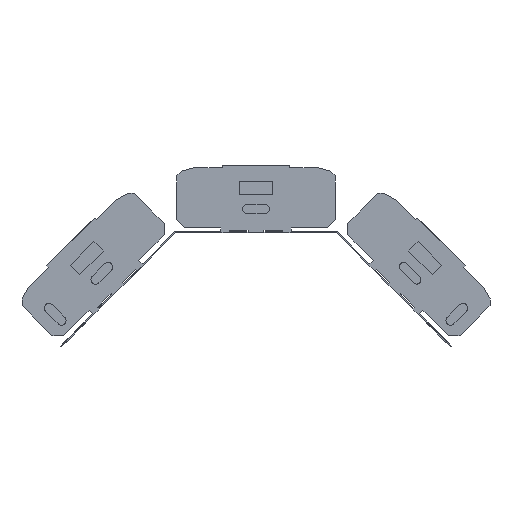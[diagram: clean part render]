
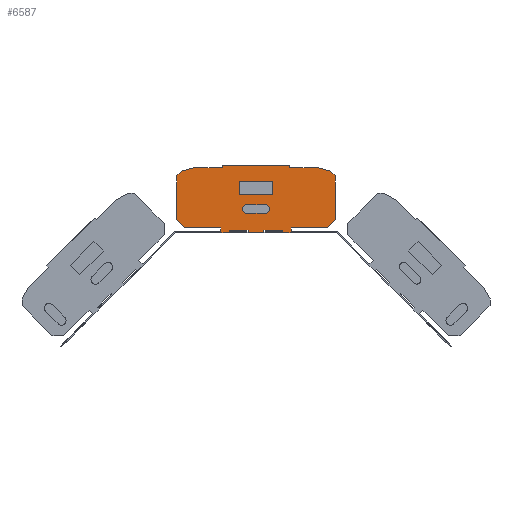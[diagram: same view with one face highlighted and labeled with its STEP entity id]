
A CAD part, left-side view. The second image highlights one B-rep face of the part: STEP entity #6587.
In plain terms, the highlighted planar face has unit normal (-1, 0, 0).
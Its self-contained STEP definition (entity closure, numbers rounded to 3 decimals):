
#133=FACE_OUTER_BOUND('',#417,.T.);
#417=EDGE_LOOP('',(#5143,#5144,#5145,#5146,#5147,#5148,#5149,#5150,#5151,
#5152,#5153,#5154,#5155,#5156,#5157,#5158,#5159,#5160,#5161,#5162,#5163,
#5164,#5165,#5166,#5167,#5168));
#807=LINE('',#9271,#1773);
#811=LINE('',#9279,#1777);
#815=LINE('',#9287,#1781);
#1145=LINE('',#9896,#2111);
#1149=LINE('',#9903,#2115);
#1155=LINE('',#9912,#2121);
#1158=LINE('',#9918,#2124);
#1159=LINE('',#9921,#2125);
#1211=LINE('',#10019,#2177);
#1212=LINE('',#10021,#2178);
#1213=LINE('',#10023,#2179);
#1214=LINE('',#10025,#2180);
#1215=LINE('',#10027,#2181);
#1216=LINE('',#10029,#2182);
#1217=LINE('',#10031,#2183);
#1218=LINE('',#10032,#2184);
#1219=LINE('',#10034,#2185);
#1220=LINE('',#10035,#2186);
#1221=LINE('',#10036,#2187);
#1222=LINE('',#10038,#2188);
#1223=LINE('',#10040,#2189);
#1224=LINE('',#10042,#2190);
#1225=LINE('',#10044,#2191);
#1226=LINE('',#10046,#2192);
#1227=LINE('',#10048,#2193);
#1228=LINE('',#10049,#2194);
#1773=VECTOR('',#7474,1.);
#1777=VECTOR('',#7478,1.);
#1781=VECTOR('',#7482,1.);
#2111=VECTOR('',#7912,1.);
#2115=VECTOR('',#7918,1.);
#2121=VECTOR('',#7926,1.);
#2124=VECTOR('',#7931,1.);
#2125=VECTOR('',#7934,1.);
#2177=VECTOR('',#7998,1.);
#2178=VECTOR('',#7999,1.);
#2179=VECTOR('',#8000,1.);
#2180=VECTOR('',#8001,1.);
#2181=VECTOR('',#8002,1.);
#2182=VECTOR('',#8003,1.);
#2183=VECTOR('',#8004,1.);
#2184=VECTOR('',#8005,1.);
#2185=VECTOR('',#8006,1.);
#2186=VECTOR('',#8007,1.);
#2187=VECTOR('',#8008,1.);
#2188=VECTOR('',#8009,1.);
#2189=VECTOR('',#8010,1.);
#2190=VECTOR('',#8011,1.);
#2191=VECTOR('',#8012,1.);
#2192=VECTOR('',#8013,1.);
#2193=VECTOR('',#8014,1.);
#2194=VECTOR('',#8015,1.);
#2810=VERTEX_POINT('',#9268);
#2811=VERTEX_POINT('',#9270);
#2814=VERTEX_POINT('',#9276);
#2815=VERTEX_POINT('',#9278);
#2818=VERTEX_POINT('',#9284);
#2819=VERTEX_POINT('',#9286);
#3047=VERTEX_POINT('',#9893);
#3049=VERTEX_POINT('',#9900);
#3051=VERTEX_POINT('',#9907);
#3054=VERTEX_POINT('',#9916);
#3055=VERTEX_POINT('',#9920);
#3094=VERTEX_POINT('',#10017);
#3095=VERTEX_POINT('',#10018);
#3096=VERTEX_POINT('',#10020);
#3097=VERTEX_POINT('',#10022);
#3098=VERTEX_POINT('',#10024);
#3099=VERTEX_POINT('',#10026);
#3100=VERTEX_POINT('',#10028);
#3101=VERTEX_POINT('',#10030);
#3102=VERTEX_POINT('',#10033);
#3103=VERTEX_POINT('',#10037);
#3104=VERTEX_POINT('',#10039);
#3105=VERTEX_POINT('',#10041);
#3106=VERTEX_POINT('',#10043);
#3107=VERTEX_POINT('',#10045);
#3108=VERTEX_POINT('',#10047);
#3535=EDGE_CURVE('',#2810,#2811,#807,.T.);
#3539=EDGE_CURVE('',#2814,#2815,#811,.T.);
#3543=EDGE_CURVE('',#2818,#2819,#815,.T.);
#3873=EDGE_CURVE('',#2818,#3047,#1145,.T.);
#3877=EDGE_CURVE('',#2814,#3049,#1149,.T.);
#3883=EDGE_CURVE('',#3051,#2811,#1155,.T.);
#3886=EDGE_CURVE('',#2810,#3054,#1158,.T.);
#3887=EDGE_CURVE('',#2819,#3055,#1159,.T.);
#3939=EDGE_CURVE('',#3094,#3095,#1211,.T.);
#3940=EDGE_CURVE('',#3096,#3095,#1212,.T.);
#3941=EDGE_CURVE('',#3096,#3097,#1213,.T.);
#3942=EDGE_CURVE('',#3097,#3098,#1214,.T.);
#3943=EDGE_CURVE('',#3098,#3099,#1215,.T.);
#3944=EDGE_CURVE('',#3099,#3100,#1216,.T.);
#3945=EDGE_CURVE('',#3100,#3101,#1217,.T.);
#3946=EDGE_CURVE('',#3101,#3055,#1218,.T.);
#3947=EDGE_CURVE('',#3047,#3102,#1219,.T.);
#3948=EDGE_CURVE('',#3102,#2815,#1220,.T.);
#3949=EDGE_CURVE('',#3049,#3051,#1221,.T.);
#3950=EDGE_CURVE('',#3103,#3054,#1222,.T.);
#3951=EDGE_CURVE('',#3104,#3103,#1223,.T.);
#3952=EDGE_CURVE('',#3105,#3104,#1224,.T.);
#3953=EDGE_CURVE('',#3106,#3105,#1225,.T.);
#3954=EDGE_CURVE('',#3107,#3106,#1226,.T.);
#3955=EDGE_CURVE('',#3107,#3108,#1227,.T.);
#3956=EDGE_CURVE('',#3108,#3094,#1228,.T.);
#5143=ORIENTED_EDGE('',*,*,#3939,.T.);
#5144=ORIENTED_EDGE('',*,*,#3940,.F.);
#5145=ORIENTED_EDGE('',*,*,#3941,.T.);
#5146=ORIENTED_EDGE('',*,*,#3942,.T.);
#5147=ORIENTED_EDGE('',*,*,#3943,.T.);
#5148=ORIENTED_EDGE('',*,*,#3944,.T.);
#5149=ORIENTED_EDGE('',*,*,#3945,.T.);
#5150=ORIENTED_EDGE('',*,*,#3946,.T.);
#5151=ORIENTED_EDGE('',*,*,#3887,.F.);
#5152=ORIENTED_EDGE('',*,*,#3543,.F.);
#5153=ORIENTED_EDGE('',*,*,#3873,.T.);
#5154=ORIENTED_EDGE('',*,*,#3947,.T.);
#5155=ORIENTED_EDGE('',*,*,#3948,.T.);
#5156=ORIENTED_EDGE('',*,*,#3539,.F.);
#5157=ORIENTED_EDGE('',*,*,#3877,.T.);
#5158=ORIENTED_EDGE('',*,*,#3949,.T.);
#5159=ORIENTED_EDGE('',*,*,#3883,.T.);
#5160=ORIENTED_EDGE('',*,*,#3535,.F.);
#5161=ORIENTED_EDGE('',*,*,#3886,.T.);
#5162=ORIENTED_EDGE('',*,*,#3950,.F.);
#5163=ORIENTED_EDGE('',*,*,#3951,.F.);
#5164=ORIENTED_EDGE('',*,*,#3952,.F.);
#5165=ORIENTED_EDGE('',*,*,#3953,.F.);
#5166=ORIENTED_EDGE('',*,*,#3954,.F.);
#5167=ORIENTED_EDGE('',*,*,#3955,.T.);
#5168=ORIENTED_EDGE('',*,*,#3956,.T.);
#6303=PLANE('',#6968);
#6587=ADVANCED_FACE('',(#133),#6303,.F.);
#6968=AXIS2_PLACEMENT_3D('',#10016,#7996,#7997);
#7474=DIRECTION('',(0.,1.,0.));
#7478=DIRECTION('',(0.,1.,0.));
#7482=DIRECTION('',(0.,1.,0.));
#7912=DIRECTION('',(0.,0.,1.));
#7918=DIRECTION('',(0.,0.,1.));
#7926=DIRECTION('',(0.,0.,-1.));
#7931=DIRECTION('',(0.,0.,1.));
#7934=DIRECTION('',(0.,0.,1.));
#7996=DIRECTION('center_axis',(1.,0.,0.));
#7997=DIRECTION('ref_axis',(0.,1.,0.));
#7998=DIRECTION('',(0.,1.,0.));
#7999=DIRECTION('',(0.,0.,1.));
#8000=DIRECTION('',(0.,1.,0.));
#8001=DIRECTION('',(0.,0.966,-0.259));
#8002=DIRECTION('',(0.,0.707,-0.707));
#8003=DIRECTION('',(0.,0.,-1.));
#8004=DIRECTION('',(0.,-0.707,-0.707));
#8005=DIRECTION('',(0.,-1.,0.));
#8006=DIRECTION('',(0.,-1.,0.));
#8007=DIRECTION('',(0.,0.,-1.));
#8008=DIRECTION('',(0.,-1.,0.));
#8009=DIRECTION('',(0.,1.,0.));
#8010=DIRECTION('',(0.,0.707,-0.707));
#8011=DIRECTION('',(0.,0.,-1.));
#8012=DIRECTION('',(0.,-0.707,-0.707));
#8013=DIRECTION('',(0.,-0.966,-0.259));
#8014=DIRECTION('',(0.,1.,0.));
#8015=DIRECTION('',(0.,0.,1.));
#9268=CARTESIAN_POINT('',(10.314,39.142,-3.695));
#9270=CARTESIAN_POINT('',(10.314,45.142,-3.695));
#9271=CARTESIAN_POINT('',(10.314,-7.158,-3.695));
#9276=CARTESIAN_POINT('',(10.314,59.142,-3.695));
#9278=CARTESIAN_POINT('',(10.314,70.942,-3.695));
#9279=CARTESIAN_POINT('',(10.314,-7.158,-3.695));
#9284=CARTESIAN_POINT('',(10.314,84.942,-3.695));
#9286=CARTESIAN_POINT('',(10.314,90.942,-3.695));
#9287=CARTESIAN_POINT('',(10.314,-7.158,-3.695));
#9893=CARTESIAN_POINT('',(10.314,84.942,-1.902));
#9896=CARTESIAN_POINT('',(10.314,84.942,21.249));
#9900=CARTESIAN_POINT('',(10.314,59.142,-1.902));
#9903=CARTESIAN_POINT('',(10.314,59.142,21.249));
#9907=CARTESIAN_POINT('',(10.314,45.142,-1.902));
#9912=CARTESIAN_POINT('',(10.314,45.142,21.249));
#9916=CARTESIAN_POINT('',(10.314,39.142,0.));
#9918=CARTESIAN_POINT('',(10.314,39.142,-0.948));
#9920=CARTESIAN_POINT('',(10.314,90.942,0.));
#9921=CARTESIAN_POINT('',(10.314,90.942,-0.948));
#10016=CARTESIAN_POINT('Origin',(10.314,40.042,44.4));
#10017=CARTESIAN_POINT('',(10.314,40.042,46.4));
#10018=CARTESIAN_POINT('',(10.314,90.042,46.4));
#10019=CARTESIAN_POINT('',(10.314,52.542,46.4));
#10020=CARTESIAN_POINT('',(10.314,90.042,44.4));
#10021=CARTESIAN_POINT('',(10.314,90.042,44.5));
#10022=CARTESIAN_POINT('',(10.314,111.042,44.4));
#10023=CARTESIAN_POINT('',(10.314,100.542,44.4));
#10024=CARTESIAN_POINT('',(10.314,120.207,41.944));
#10025=CARTESIAN_POINT('',(10.314,115.625,43.172));
#10026=CARTESIAN_POINT('',(10.314,123.742,38.409));
#10027=CARTESIAN_POINT('',(10.314,121.975,40.177));
#10028=CARTESIAN_POINT('',(10.314,123.742,6.));
#10029=CARTESIAN_POINT('',(10.314,123.742,22.204));
#10030=CARTESIAN_POINT('',(10.314,117.742,0.));
#10031=CARTESIAN_POINT('',(10.314,120.742,3.));
#10032=CARTESIAN_POINT('',(10.314,104.342,0.));
#10033=CARTESIAN_POINT('',(10.314,70.942,-1.902));
#10034=CARTESIAN_POINT('',(10.314,58.992,-1.902));
#10035=CARTESIAN_POINT('',(10.314,70.942,21.249));
#10036=CARTESIAN_POINT('',(10.314,58.992,-1.902));
#10037=CARTESIAN_POINT('',(10.314,12.342,0.));
#10038=CARTESIAN_POINT('',(10.314,25.742,0.));
#10039=CARTESIAN_POINT('',(10.314,6.342,6.));
#10040=CARTESIAN_POINT('',(10.314,9.342,3.));
#10041=CARTESIAN_POINT('',(10.314,6.342,38.409));
#10042=CARTESIAN_POINT('',(10.314,6.342,22.204));
#10043=CARTESIAN_POINT('',(10.314,9.878,41.944));
#10044=CARTESIAN_POINT('',(10.314,8.11,40.177));
#10045=CARTESIAN_POINT('',(10.314,19.042,44.4));
#10046=CARTESIAN_POINT('',(10.314,14.46,43.172));
#10047=CARTESIAN_POINT('',(10.314,40.042,44.4));
#10048=CARTESIAN_POINT('',(10.314,29.542,44.4));
#10049=CARTESIAN_POINT('',(10.314,40.042,44.5));
